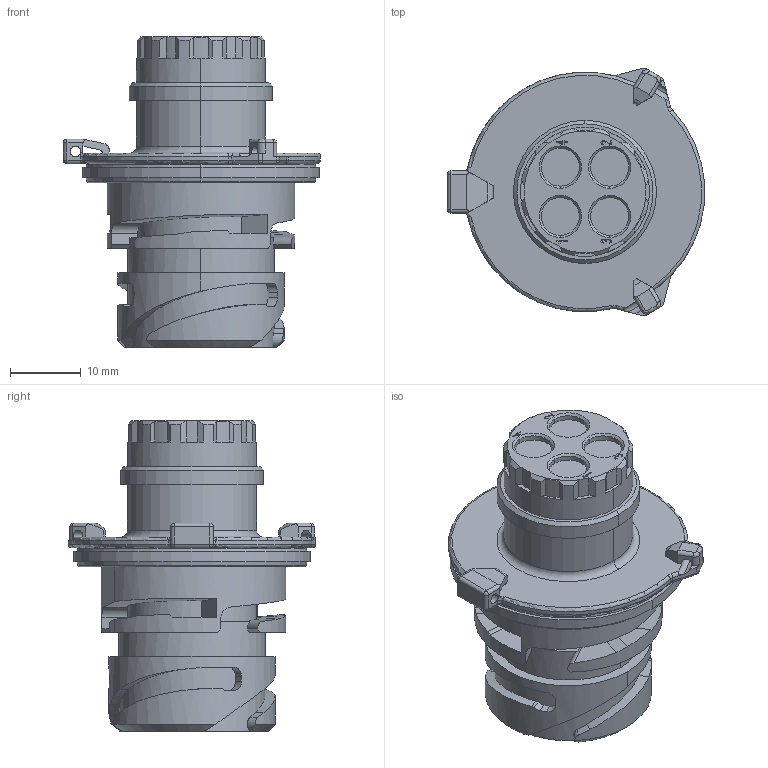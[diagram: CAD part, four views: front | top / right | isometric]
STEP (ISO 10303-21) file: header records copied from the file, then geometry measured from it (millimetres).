
FILE_DESCRIPTION((''),'2;1');
FILE_NAME('C-1-967402-1','2009-05-13T',('workeradm'),('Tyco Electronics Corporation'),'PRO/ENGINEER BY PARAMETRIC TECHNOLOGY CORPORATION, 2007390','PRO/ENGINEER BY PARAMETRIC TECHNOLOGY CORPORATION, 2007390','');
FILE_SCHEMA(('AUTOMOTIVE_DESIGN { 1 0 10303 214 1 1 1 1 }'));
Length unit declared in the file: millimetre
Products named in the file (1): C-1-967402-1
Bounding box: 36.46 x 35.16 x 44 mm (x, y, z)
Volume: 14355.9 mm3; surface area: 8063 mm2
Topology: 1 solids, 2 shells, 476 faces, 1282 edges, 829 vertices
Faces by surface type: plane 271, cylinder 108, bspline 42, cone 27, torus 24, sphere 4
Entity records: 20893 total; most frequent: CARTESIAN_POINT 5231, ORIENTED_EDGE 2564, DIRECTION 2276, PRESENTATION_STYLE_ASSIGNMENT 1283, STYLED_ITEM 1283, CURVE_STYLE 1282, EDGE_CURVE 1282, VERTEX_POINT 829
